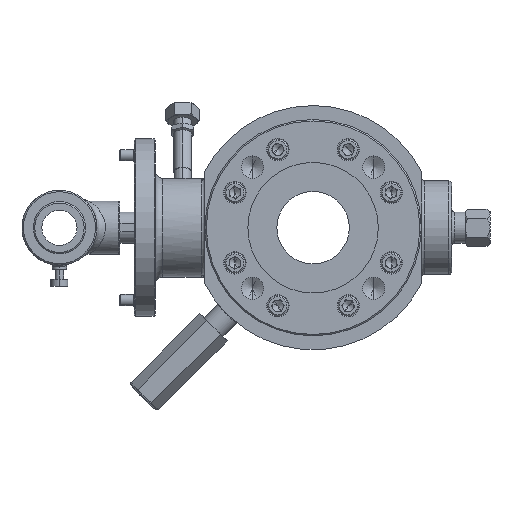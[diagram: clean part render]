
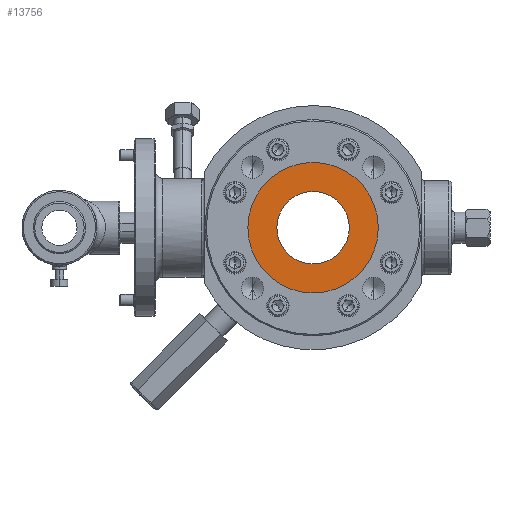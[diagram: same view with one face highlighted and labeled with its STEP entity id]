
A CAD part, left-side view. The second image highlights one B-rep face of the part: STEP entity #13756.
In plain terms, the highlighted planar face has unit normal (-1, 0, 0).
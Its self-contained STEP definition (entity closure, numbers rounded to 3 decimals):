
#201 = CARTESIAN_POINT ( 'NONE',  ( -89., 0., 0. ) ) ;
#1556 = FACE_BOUND ( 'NONE', #3753, .T. ) ;
#2005 = DIRECTION ( 'NONE',  ( 0., 0., -1. ) ) ;
#2499 = EDGE_CURVE ( 'NONE', #19343, #20646, #7282, .T. ) ;
#2645 = EDGE_CURVE ( 'NONE', #13282, #8794, #14147, .T. ) ;
#3266 = CARTESIAN_POINT ( 'NONE',  ( -89., 0., 0. ) ) ;
#3753 = EDGE_LOOP ( 'NONE', ( #4553, #14108 ) ) ;
#4553 = ORIENTED_EDGE ( 'NONE', *, *, #2645, .T. ) ;
#5761 = CARTESIAN_POINT ( 'NONE',  ( -89., 0., -25.5 ) ) ;
#5873 = DIRECTION ( 'NONE',  ( 1., 0., 0. ) ) ;
#6062 = CARTESIAN_POINT ( 'NONE',  ( -89., 0., 0. ) ) ;
#6137 = DIRECTION ( 'NONE',  ( 0., 0., -1. ) ) ;
#7190 = ORIENTED_EDGE ( 'NONE', *, *, #2499, .F. ) ;
#7282 = CIRCLE ( 'NONE', #18241, 45.95 ) ;
#7415 = ORIENTED_EDGE ( 'NONE', *, *, #17733, .F. ) ;
#7634 = CIRCLE ( 'NONE', #19633, 25.5 ) ;
#7857 = DIRECTION ( 'NONE',  ( 1., 0., 0. ) ) ;
#8665 = AXIS2_PLACEMENT_3D ( 'NONE', #201, #16564, #2005 ) ;
#8794 = VERTEX_POINT ( 'NONE', #5761 ) ;
#9780 = DIRECTION ( 'NONE',  ( -1., 0., 0. ) ) ;
#10425 = CIRCLE ( 'NONE', #11462, 45.95 ) ;
#10488 = CARTESIAN_POINT ( 'NONE',  ( -89., 0., -45.95 ) ) ;
#10784 = DIRECTION ( 'NONE',  ( 0., 0., -1. ) ) ;
#11090 = DIRECTION ( 'NONE',  ( 1., 0., 0. ) ) ;
#11462 = AXIS2_PLACEMENT_3D ( 'NONE', #6062, #11090, #12593 ) ;
#11932 = EDGE_LOOP ( 'NONE', ( #7190, #7415 ) ) ;
#12135 = EDGE_CURVE ( 'NONE', #8794, #13282, #7634, .T. ) ;
#12403 = DIRECTION ( 'NONE',  ( 0., 0., -1. ) ) ;
#12431 = CARTESIAN_POINT ( 'NONE',  ( -89., 0., 45.95 ) ) ;
#12593 = DIRECTION ( 'NONE',  ( 0., 0., -1. ) ) ;
#13102 = FACE_OUTER_BOUND ( 'NONE', #11932, .T. ) ;
#13282 = VERTEX_POINT ( 'NONE', #16415 ) ;
#13756 = ADVANCED_FACE ( 'NONE', ( #13102, #1556 ), #17930, .T. ) ;
#14108 = ORIENTED_EDGE ( 'NONE', *, *, #12135, .T. ) ;
#14147 = CIRCLE ( 'NONE', #8665, 25.5 ) ;
#14314 = CARTESIAN_POINT ( 'NONE',  ( -89., 0., 0. ) ) ;
#16415 = CARTESIAN_POINT ( 'NONE',  ( -89., 0., 25.5 ) ) ;
#16564 = DIRECTION ( 'NONE',  ( 1., 0., 0. ) ) ;
#17733 = EDGE_CURVE ( 'NONE', #20646, #19343, #10425, .T. ) ;
#17930 = PLANE ( 'NONE',  #20739 ) ;
#18241 = AXIS2_PLACEMENT_3D ( 'NONE', #14314, #7857, #10784 ) ;
#19343 = VERTEX_POINT ( 'NONE', #12431 ) ;
#19633 = AXIS2_PLACEMENT_3D ( 'NONE', #20556, #5873, #12403 ) ;
#20556 = CARTESIAN_POINT ( 'NONE',  ( -89., 0., 0. ) ) ;
#20646 = VERTEX_POINT ( 'NONE', #10488 ) ;
#20739 = AXIS2_PLACEMENT_3D ( 'NONE', #3266, #9780, #6137 ) ;
